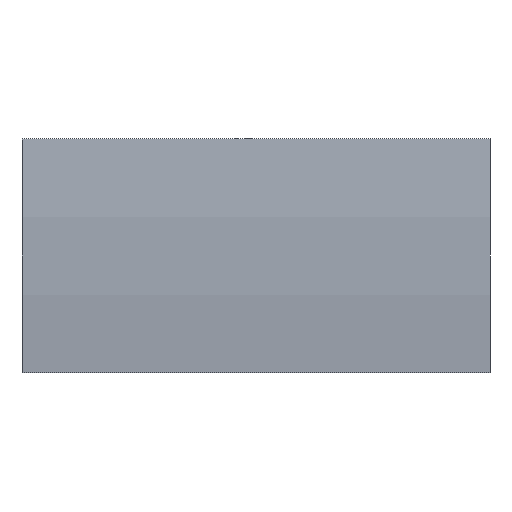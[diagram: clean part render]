
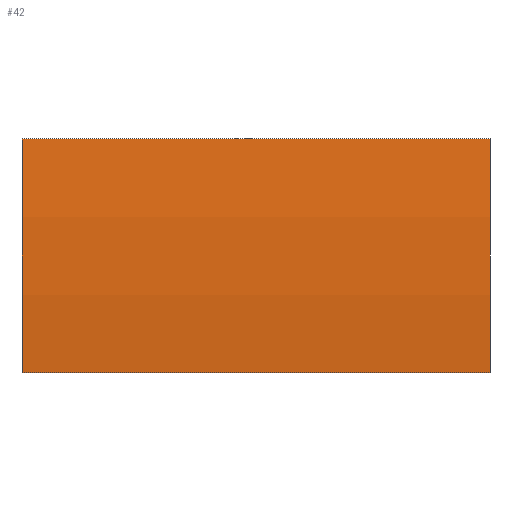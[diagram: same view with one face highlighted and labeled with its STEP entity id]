
A CAD part, left-side view. The second image highlights one B-rep face of the part: STEP entity #42.
In plain terms, the highlighted cylindrical face has radius 45.85 mm (diameter 91.7 mm), a partial arc.
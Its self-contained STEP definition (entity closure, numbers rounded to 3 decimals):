
#1 = CARTESIAN_POINT ( 'NONE',  ( 4.355, 0., 0. ) ) ;
#14 = VECTOR ( 'NONE', #188, 1000. ) ;
#23 = ORIENTED_EDGE ( 'NONE', *, *, #77, .F. ) ;
#26 = VERTEX_POINT ( 'NONE', #190 ) ;
#30 = ORIENTED_EDGE ( 'NONE', *, *, #152, .T. ) ;
#40 = DIRECTION ( 'NONE',  ( 0., -1., 0. ) ) ;
#42 = ADVANCED_FACE ( 'NONE', ( #75 ), #140, .T. ) ;
#45 = DIRECTION ( 'NONE',  ( 0., 1., 0. ) ) ;
#47 = DIRECTION ( 'NONE',  ( 0., 0., 1. ) ) ;
#60 = ORIENTED_EDGE ( 'NONE', *, *, #108, .F. ) ;
#62 = CARTESIAN_POINT ( 'NONE',  ( -41.221, 0., 5. ) ) ;
#67 = CIRCLE ( 'NONE', #127, 45.85 ) ;
#75 = FACE_OUTER_BOUND ( 'NONE', #116, .T. ) ;
#76 = DIRECTION ( 'NONE',  ( 0., 0., 1. ) ) ;
#77 = EDGE_CURVE ( 'NONE', #150, #130, #147, .T. ) ;
#80 = AXIS2_PLACEMENT_3D ( 'NONE', #158, #45, #47 ) ;
#87 = DIRECTION ( 'NONE',  ( 0., 1., 0. ) ) ;
#88 = CARTESIAN_POINT ( 'NONE',  ( -41.221, 20., -5. ) ) ;
#96 = VECTOR ( 'NONE', #40, 1000. ) ;
#105 = DIRECTION ( 'NONE',  ( 0., -1., 0. ) ) ;
#108 = EDGE_CURVE ( 'NONE', #130, #203, #169, .T. ) ;
#114 = EDGE_CURVE ( 'NONE', #26, #203, #67, .T. ) ;
#116 = EDGE_LOOP ( 'NONE', ( #192, #60, #23, #30 ) ) ;
#124 = AXIS2_PLACEMENT_3D ( 'NONE', #163, #105, #171 ) ;
#127 = AXIS2_PLACEMENT_3D ( 'NONE', #1, #87, #76 ) ;
#130 = VERTEX_POINT ( 'NONE', #139 ) ;
#139 = CARTESIAN_POINT ( 'NONE',  ( -41.221, 20., 5. ) ) ;
#140 = CYLINDRICAL_SURFACE ( 'NONE', #124, 45.85 ) ;
#147 = CIRCLE ( 'NONE', #80, 45.85 ) ;
#150 = VERTEX_POINT ( 'NONE', #153 ) ;
#152 = EDGE_CURVE ( 'NONE', #150, #26, #183, .T. ) ;
#153 = CARTESIAN_POINT ( 'NONE',  ( -41.221, 20., -5. ) ) ;
#158 = CARTESIAN_POINT ( 'NONE',  ( 4.355, 20., 0. ) ) ;
#163 = CARTESIAN_POINT ( 'NONE',  ( 4.355, 20., 0. ) ) ;
#169 = LINE ( 'NONE', #177, #14 ) ;
#171 = DIRECTION ( 'NONE',  ( 0., 0., -1. ) ) ;
#177 = CARTESIAN_POINT ( 'NONE',  ( -41.221, 20., 5. ) ) ;
#183 = LINE ( 'NONE', #88, #96 ) ;
#188 = DIRECTION ( 'NONE',  ( 0., -1., 0. ) ) ;
#190 = CARTESIAN_POINT ( 'NONE',  ( -41.221, 0., -5. ) ) ;
#192 = ORIENTED_EDGE ( 'NONE', *, *, #114, .T. ) ;
#203 = VERTEX_POINT ( 'NONE', #62 ) ;
